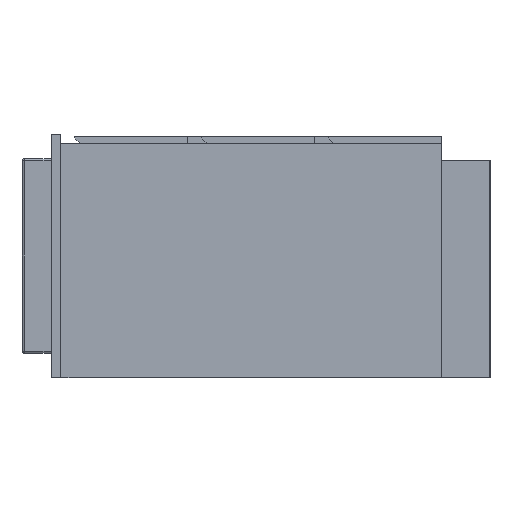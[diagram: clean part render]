
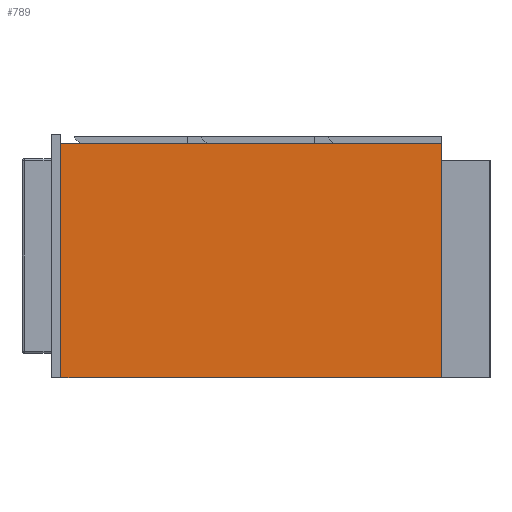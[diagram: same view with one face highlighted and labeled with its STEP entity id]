
A CAD part, left-side view. The second image highlights one B-rep face of the part: STEP entity #789.
In plain terms, the highlighted planar face has unit normal (-1, 0, 0).
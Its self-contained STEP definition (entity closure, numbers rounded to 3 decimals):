
#184 = CARTESIAN_POINT ( 'NONE',  ( -894., 390., 480. ) ) ;
#682 = CARTESIAN_POINT ( 'NONE',  ( -894., -390., 480. ) ) ;
#789 = ADVANCED_FACE ( 'NONE', ( #5217 ), #6991, .T. ) ;
#1067 = LINE ( 'NONE', #2008, #6156 ) ;
#1100 = CARTESIAN_POINT ( 'NONE',  ( -894., -390., 0. ) ) ;
#1124 = VERTEX_POINT ( 'NONE', #3436 ) ;
#1309 = VECTOR ( 'NONE', #5404, 1000. ) ;
#1370 = ORIENTED_EDGE ( 'NONE', *, *, #3511, .F. ) ;
#1560 = LINE ( 'NONE', #2739, #4724 ) ;
#1871 = DIRECTION ( 'NONE',  ( -1., 0., 0. ) ) ;
#1951 = CARTESIAN_POINT ( 'NONE',  ( -894., 390., 480. ) ) ;
#2008 = CARTESIAN_POINT ( 'NONE',  ( -894., 390., 0. ) ) ;
#2056 = LINE ( 'NONE', #184, #4792 ) ;
#2317 = ORIENTED_EDGE ( 'NONE', *, *, #2459, .T. ) ;
#2459 = EDGE_CURVE ( 'NONE', #3979, #5382, #2056, .T. ) ;
#2525 = DIRECTION ( 'NONE',  ( 0., 1., 0. ) ) ;
#2739 = CARTESIAN_POINT ( 'NONE',  ( -894., -390., 480. ) ) ;
#2916 = EDGE_CURVE ( 'NONE', #3979, #4812, #1560, .T. ) ;
#3436 = CARTESIAN_POINT ( 'NONE',  ( -894., 390., 0. ) ) ;
#3511 = EDGE_CURVE ( 'NONE', #4812, #1124, #1067, .T. ) ;
#3668 = CARTESIAN_POINT ( 'NONE',  ( -894., 390., 480. ) ) ;
#3979 = VERTEX_POINT ( 'NONE', #682 ) ;
#4540 = ORIENTED_EDGE ( 'NONE', *, *, #6798, .T. ) ;
#4724 = VECTOR ( 'NONE', #6677, 1000. ) ;
#4792 = VECTOR ( 'NONE', #6330, 1000. ) ;
#4812 = VERTEX_POINT ( 'NONE', #1100 ) ;
#5017 = ORIENTED_EDGE ( 'NONE', *, *, #2916, .F. ) ;
#5217 = FACE_OUTER_BOUND ( 'NONE', #5425, .T. ) ;
#5289 = DIRECTION ( 'NONE',  ( 0., 0., 1. ) ) ;
#5382 = VERTEX_POINT ( 'NONE', #6722 ) ;
#5404 = DIRECTION ( 'NONE',  ( 0., 0., -1. ) ) ;
#5425 = EDGE_LOOP ( 'NONE', ( #1370, #5017, #2317, #4540 ) ) ;
#5873 = AXIS2_PLACEMENT_3D ( 'NONE', #1951, #1871, #5289 ) ;
#6156 = VECTOR ( 'NONE', #2525, 1000. ) ;
#6225 = LINE ( 'NONE', #3668, #1309 ) ;
#6330 = DIRECTION ( 'NONE',  ( 0., 1., 0. ) ) ;
#6677 = DIRECTION ( 'NONE',  ( 0., 0., -1. ) ) ;
#6722 = CARTESIAN_POINT ( 'NONE',  ( -894., 390., 480. ) ) ;
#6798 = EDGE_CURVE ( 'NONE', #5382, #1124, #6225, .T. ) ;
#6991 = PLANE ( 'NONE',  #5873 ) ;
